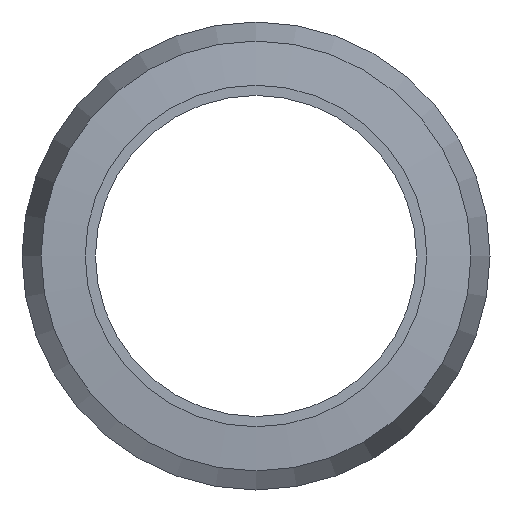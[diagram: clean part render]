
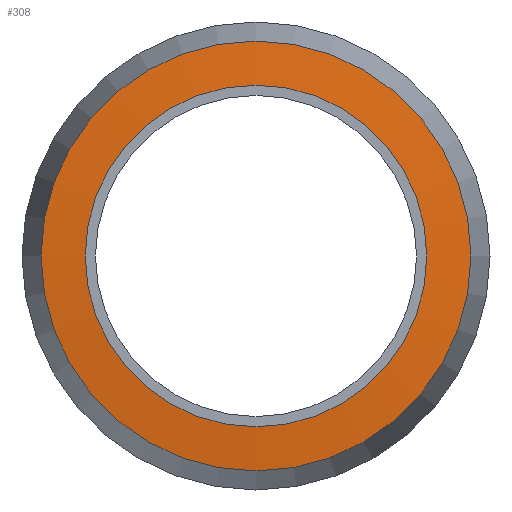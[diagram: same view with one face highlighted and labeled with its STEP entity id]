
A CAD part, left-side view. The second image highlights one B-rep face of the part: STEP entity #308.
In plain terms, the highlighted conical face has half-angle 85 degrees and reference radius 28.227 mm.
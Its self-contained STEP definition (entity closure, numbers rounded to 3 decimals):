
#15=CONICAL_SURFACE('',#344,28.227,85.);
#38=FACE_BOUND('',#98,.T.);
#64=FACE_OUTER_BOUND('',#97,.T.);
#97=EDGE_LOOP('',(#227));
#98=EDGE_LOOP('',(#228));
#142=CIRCLE('',#343,31.454);
#143=CIRCLE('',#345,25.);
#168=VERTEX_POINT('',#509);
#169=VERTEX_POINT('',#512);
#194=EDGE_CURVE('',#168,#168,#142,.T.);
#195=EDGE_CURVE('',#169,#169,#143,.T.);
#227=ORIENTED_EDGE('',*,*,#195,.F.);
#228=ORIENTED_EDGE('',*,*,#194,.T.);
#308=ADVANCED_FACE('',(#64,#38),#15,.T.);
#343=AXIS2_PLACEMENT_3D('',#510,#411,#412);
#344=AXIS2_PLACEMENT_3D('',#511,#413,#414);
#345=AXIS2_PLACEMENT_3D('',#513,#415,#416);
#411=DIRECTION('center_axis',(-1.,0.,0.));
#412=DIRECTION('ref_axis',(0.,0.,1.));
#413=DIRECTION('center_axis',(1.,0.,0.));
#414=DIRECTION('ref_axis',(0.,1.,0.));
#415=DIRECTION('center_axis',(-1.,0.,0.));
#416=DIRECTION('ref_axis',(0.,0.,1.));
#509=CARTESIAN_POINT('',(-112.435,31.454,0.));
#510=CARTESIAN_POINT('Origin',(-112.435,0.,0.));
#511=CARTESIAN_POINT('Origin',(-112.718,0.,0.));
#512=CARTESIAN_POINT('',(-113.,25.,0.));
#513=CARTESIAN_POINT('Origin',(-113.,0.,0.));
